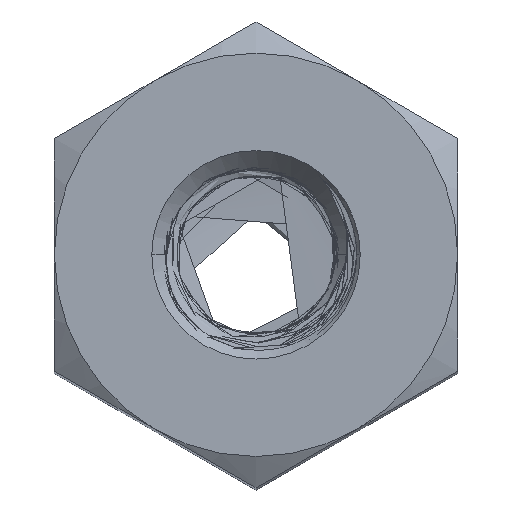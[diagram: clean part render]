
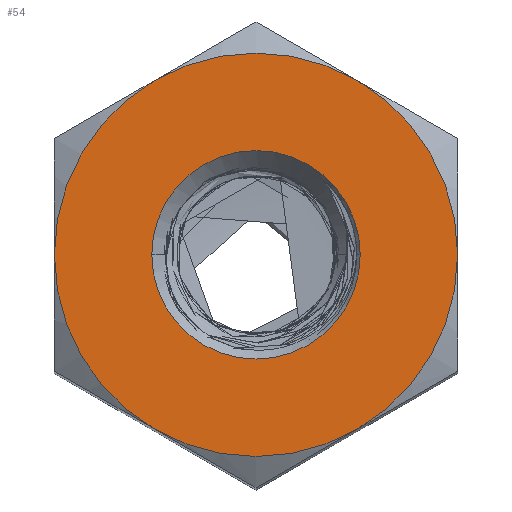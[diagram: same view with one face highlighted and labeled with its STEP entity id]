
A CAD part, top view. The second image highlights one B-rep face of the part: STEP entity #54.
In plain terms, the highlighted planar face has unit normal (0, 0, 1).
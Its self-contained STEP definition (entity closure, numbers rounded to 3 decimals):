
#54 = ADVANCED_FACE ( 'NONE', ( #6778, #6787 ), #5430, .T. ) ;
#268 = EDGE_LOOP ( 'NONE', ( #1038, #1039, #1040, #1041, #1042, #1043 ) ) ;
#817 = CIRCLE ( 'NONE', #2188, 3. ) ;
#818 = CIRCLE ( 'NONE', #2189, 3. ) ;
#820 = CIRCLE ( 'NONE', #2190, 3. ) ;
#821 = CIRCLE ( 'NONE', #2193, 3. ) ;
#822 = CIRCLE ( 'NONE', #2192, 3. ) ;
#824 = CIRCLE ( 'NONE', #2191, 3. ) ;
#826 = CIRCLE ( 'NONE', #2194, 1.551 ) ;
#1038 = ORIENTED_EDGE ( 'NONE', *, *, #3328, .F. ) ;
#1039 = ORIENTED_EDGE ( 'NONE', *, *, #3321, .F. ) ;
#1040 = ORIENTED_EDGE ( 'NONE', *, *, #3319, .F. ) ;
#1041 = ORIENTED_EDGE ( 'NONE', *, *, #3329, .F. ) ;
#1042 = ORIENTED_EDGE ( 'NONE', *, *, #3307, .F. ) ;
#1043 = ORIENTED_EDGE ( 'NONE', *, *, #3326, .F. ) ;
#1044 = ORIENTED_EDGE ( 'NONE', *, *, #2743, .T. ) ;
#1045 = ORIENTED_EDGE ( 'NONE', *, *, #3332, .T. ) ;
#1752 = CARTESIAN_POINT ( 'NONE',  ( 0., 0., 10. ) ) ;
#1761 = DIRECTION ( 'NONE',  ( 0., 0., -1. ) ) ;
#1762 = DIRECTION ( 'NONE',  ( -1., 0., 0. ) ) ;
#2188 = AXIS2_PLACEMENT_3D ( 'NONE', #8049, #8055, #8056 ) ;
#2189 = AXIS2_PLACEMENT_3D ( 'NONE', #5956, #5958, #5959 ) ;
#2190 = AXIS2_PLACEMENT_3D ( 'NONE', #5960, #5961, #5962 ) ;
#2191 = AXIS2_PLACEMENT_3D ( 'NONE', #5973, #5974, #5975 ) ;
#2192 = AXIS2_PLACEMENT_3D ( 'NONE', #5970, #5971, #5972 ) ;
#2193 = AXIS2_PLACEMENT_3D ( 'NONE', #5966, #5968, #5969 ) ;
#2194 = AXIS2_PLACEMENT_3D ( 'NONE', #5957, #5983, #5984 ) ;
#2743 = EDGE_CURVE ( 'NONE', #7554, #7553, #4488, .T. ) ;
#2845 = AXIS2_PLACEMENT_3D ( 'NONE', #5429, #5432, #5433 ) ;
#2902 = AXIS2_PLACEMENT_3D ( 'NONE', #1752, #1761, #1762 ) ;
#3307 = EDGE_CURVE ( 'NONE', #7589, #7592, #817, .T. ) ;
#3319 = EDGE_CURVE ( 'NONE', #7591, #7584, #818, .T. ) ;
#3321 = EDGE_CURVE ( 'NONE', #7584, #7639, #820, .T. ) ;
#3326 = EDGE_CURVE ( 'NONE', #7637, #7589, #821, .T. ) ;
#3328 = EDGE_CURVE ( 'NONE', #7639, #7637, #822, .T. ) ;
#3329 = EDGE_CURVE ( 'NONE', #7592, #7591, #824, .T. ) ;
#3332 = EDGE_CURVE ( 'NONE', #7553, #7554, #826, .T. ) ;
#3632 = CARTESIAN_POINT ( 'NONE',  ( 1.551, 0., 10. ) ) ;
#3649 = CARTESIAN_POINT ( 'NONE',  ( -1.551, 0., 10. ) ) ;
#3678 = CARTESIAN_POINT ( 'NONE',  ( 1.5, 2.598, 10. ) ) ;
#3683 = CARTESIAN_POINT ( 'NONE',  ( -1.5, -2.598, 10. ) ) ;
#3685 = CARTESIAN_POINT ( 'NONE',  ( -1.5, 2.598, 10. ) ) ;
#3686 = CARTESIAN_POINT ( 'NONE',  ( -3., 0., 10. ) ) ;
#3727 = CARTESIAN_POINT ( 'NONE',  ( 1.5, -2.598, 10. ) ) ;
#3729 = CARTESIAN_POINT ( 'NONE',  ( 3., 0., 10. ) ) ;
#4488 = CIRCLE ( 'NONE', #2902, 1.551 ) ;
#5429 = CARTESIAN_POINT ( 'NONE',  ( 0., 3.464, 10. ) ) ;
#5430 = PLANE ( 'NONE',  #2845 ) ;
#5432 = DIRECTION ( 'NONE',  ( 0., 0., 1. ) ) ;
#5433 = DIRECTION ( 'NONE',  ( 1., 0., 0. ) ) ;
#5836 = EDGE_LOOP ( 'NONE', ( #1044, #1045 ) ) ;
#5956 = CARTESIAN_POINT ( 'NONE',  ( 0., 0., 10. ) ) ;
#5957 = CARTESIAN_POINT ( 'NONE',  ( 0., 0., 10. ) ) ;
#5958 = DIRECTION ( 'NONE',  ( 0., 0., -1. ) ) ;
#5959 = DIRECTION ( 'NONE',  ( -1., 0., 0. ) ) ;
#5960 = CARTESIAN_POINT ( 'NONE',  ( 0., 0., 10. ) ) ;
#5961 = DIRECTION ( 'NONE',  ( 0., 0., -1. ) ) ;
#5962 = DIRECTION ( 'NONE',  ( -1., 0., 0. ) ) ;
#5966 = CARTESIAN_POINT ( 'NONE',  ( 0., 0., 10. ) ) ;
#5968 = DIRECTION ( 'NONE',  ( 0., 0., -1. ) ) ;
#5969 = DIRECTION ( 'NONE',  ( -1., 0., 0. ) ) ;
#5970 = CARTESIAN_POINT ( 'NONE',  ( 0., 0., 10. ) ) ;
#5971 = DIRECTION ( 'NONE',  ( 0., 0., -1. ) ) ;
#5972 = DIRECTION ( 'NONE',  ( -1., 0., 0. ) ) ;
#5973 = CARTESIAN_POINT ( 'NONE',  ( 0., 0., 10. ) ) ;
#5974 = DIRECTION ( 'NONE',  ( 0., 0., -1. ) ) ;
#5975 = DIRECTION ( 'NONE',  ( -1., 0., 0. ) ) ;
#5983 = DIRECTION ( 'NONE',  ( 0., 0., -1. ) ) ;
#5984 = DIRECTION ( 'NONE',  ( -1., 0., 0. ) ) ;
#6778 = FACE_OUTER_BOUND ( 'NONE', #268, .T. ) ;
#6787 = FACE_BOUND ( 'NONE', #5836, .T. ) ;
#7553 = VERTEX_POINT ( 'NONE', #3632 ) ;
#7554 = VERTEX_POINT ( 'NONE', #3649 ) ;
#7584 = VERTEX_POINT ( 'NONE', #3678 ) ;
#7589 = VERTEX_POINT ( 'NONE', #3683 ) ;
#7591 = VERTEX_POINT ( 'NONE', #3685 ) ;
#7592 = VERTEX_POINT ( 'NONE', #3686 ) ;
#7637 = VERTEX_POINT ( 'NONE', #3727 ) ;
#7639 = VERTEX_POINT ( 'NONE', #3729 ) ;
#8049 = CARTESIAN_POINT ( 'NONE',  ( 0., 0., 10. ) ) ;
#8055 = DIRECTION ( 'NONE',  ( 0., 0., -1. ) ) ;
#8056 = DIRECTION ( 'NONE',  ( -1., 0., 0. ) ) ;
